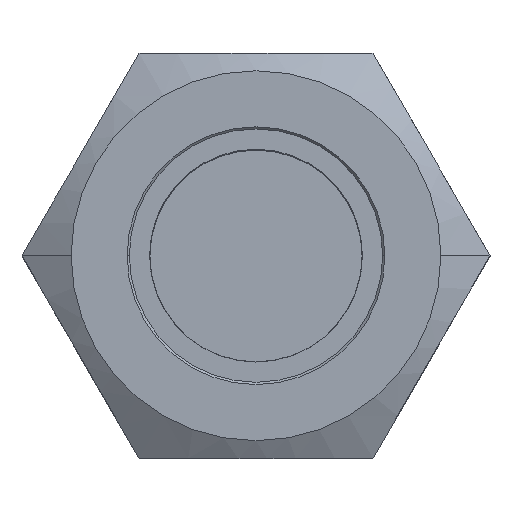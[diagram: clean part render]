
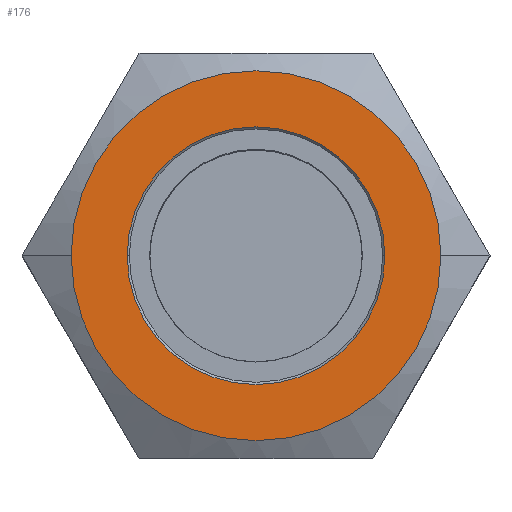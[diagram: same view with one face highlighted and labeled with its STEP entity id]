
A CAD part, top view. The second image highlights one B-rep face of the part: STEP entity #176.
In plain terms, the highlighted face is planar.
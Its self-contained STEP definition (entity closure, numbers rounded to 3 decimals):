
#72 = ORIENTED_EDGE ( 'NONE', *, *, #861, .T. ) ;
#77 = AXIS2_PLACEMENT_3D ( 'NONE', #220, #601, #177 ) ;
#91 = ORIENTED_EDGE ( 'NONE', *, *, #395, .T. ) ;
#97 = CIRCLE ( 'NONE', #568, 7.3 ) ;
#170 = CIRCLE ( 'NONE', #738, 7.3 ) ;
#176 = ADVANCED_FACE ( 'NONE', ( #382, #695 ), #589, .T. ) ;
#177 = DIRECTION ( 'NONE',  ( 0., 0., -1. ) ) ;
#208 = CARTESIAN_POINT ( 'NONE',  ( 8.13, 3.87, 17.678 ) ) ;
#220 = CARTESIAN_POINT ( 'NONE',  ( 8.13, 3.87, 12.59 ) ) ;
#229 = ORIENTED_EDGE ( 'NONE', *, *, #744, .F. ) ;
#233 = CARTESIAN_POINT ( 'NONE',  ( 8.13, 3.87, 12.59 ) ) ;
#247 = VERTEX_POINT ( 'NONE', #345 ) ;
#273 = CIRCLE ( 'NONE', #514, 5.088 ) ;
#292 = EDGE_CURVE ( 'NONE', #394, #247, #97, .T. ) ;
#297 = CARTESIAN_POINT ( 'NONE',  ( 8.13, 3.87, 12.59 ) ) ;
#345 = CARTESIAN_POINT ( 'NONE',  ( 8.13, 3.87, 5.29 ) ) ;
#382 = FACE_BOUND ( 'NONE', #949, .T. ) ;
#394 = VERTEX_POINT ( 'NONE', #847 ) ;
#395 = EDGE_CURVE ( 'NONE', #486, #674, #819, .T. ) ;
#446 = DIRECTION ( 'NONE',  ( 1., 0., 0. ) ) ;
#486 = VERTEX_POINT ( 'NONE', #648 ) ;
#514 = AXIS2_PLACEMENT_3D ( 'NONE', #576, #797, #872 ) ;
#568 = AXIS2_PLACEMENT_3D ( 'NONE', #297, #446, #902 ) ;
#576 = CARTESIAN_POINT ( 'NONE',  ( 8.13, 3.87, 12.59 ) ) ;
#589 = PLANE ( 'NONE',  #989 ) ;
#601 = DIRECTION ( 'NONE',  ( 1., 0., 0. ) ) ;
#648 = CARTESIAN_POINT ( 'NONE',  ( 8.13, 3.87, 7.502 ) ) ;
#674 = VERTEX_POINT ( 'NONE', #208 ) ;
#676 = DIRECTION ( 'NONE',  ( 0., 0., -1. ) ) ;
#681 = EDGE_LOOP ( 'NONE', ( #229, #992 ) ) ;
#686 = DIRECTION ( 'NONE',  ( 1., 0., 0. ) ) ;
#695 = FACE_OUTER_BOUND ( 'NONE', #681, .T. ) ;
#738 = AXIS2_PLACEMENT_3D ( 'NONE', #233, #686, #676 ) ;
#744 = EDGE_CURVE ( 'NONE', #247, #394, #170, .T. ) ;
#797 = DIRECTION ( 'NONE',  ( 1., 0., 0. ) ) ;
#819 = CIRCLE ( 'NONE', #77, 5.088 ) ;
#847 = CARTESIAN_POINT ( 'NONE',  ( 8.13, 3.87, 19.89 ) ) ;
#861 = EDGE_CURVE ( 'NONE', #674, #486, #273, .T. ) ;
#872 = DIRECTION ( 'NONE',  ( 0., 0., -1. ) ) ;
#902 = DIRECTION ( 'NONE',  ( 0., 0., -1. ) ) ;
#929 = DIRECTION ( 'NONE',  ( 0., 0., 1. ) ) ;
#936 = CARTESIAN_POINT ( 'NONE',  ( 8.13, 3.87, 19.89 ) ) ;
#942 = DIRECTION ( 'NONE',  ( -1., 0., 0. ) ) ;
#949 = EDGE_LOOP ( 'NONE', ( #72, #91 ) ) ;
#989 = AXIS2_PLACEMENT_3D ( 'NONE', #936, #942, #929 ) ;
#992 = ORIENTED_EDGE ( 'NONE', *, *, #292, .F. ) ;
